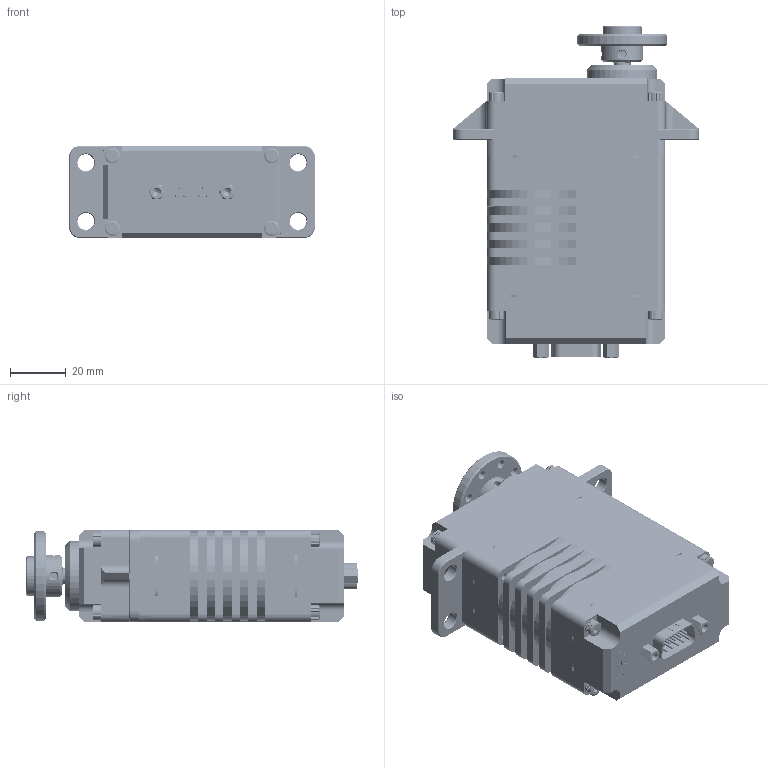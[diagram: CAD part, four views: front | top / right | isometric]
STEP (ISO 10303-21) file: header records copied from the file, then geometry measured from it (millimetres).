
FILE_DESCRIPTION((''),'2;1');
FILE_NAME('SG33BL-90_ASM','2017-11-30T',('servo-csw'),(''),'CREO PARAMETRIC BY PTC INC, 2016050','CREO PARAMETRIC BY PTC INC, 2016050','');
FILE_SCHEMA(('CONFIG_CONTROL_DESIGN'));
Products named in the file (13): S33HT-E_AL6063_120101020100; S33T-E-G_AL6061_120101010127; S33L-E_AL6061_120101030115; 120208000043_SI_1100_T-RING; S33G4S_S45C_12XXXXXXXXXX; S33G4_12XXXXXXXXXX_ASM; DB9_WP; I-MOS_S45C_120217000116; DB9_M3_SCREW; 120201000114_SC_M3XL3; HSH_M3XL30_SUS_120201000141; HSH_M3X15_SUS_120201000155; SG33BL-90_ASM
Assembly tree (21 placements, depth 3):
  SG33BL-90_ASM
    S33HT-E_AL6063_120101020100
    S33T-E-G_AL6061_120101010127
    S33L-E_AL6061_120101030115
    120208000043_SI_1100_T-RING  x2
    S33G4_12XXXXXXXXXX_ASM
      S33G4S_S45C_12XXXXXXXXXX
    DB9_WP
    I-MOS_S45C_120217000116
    DB9_M3_SCREW  x2
    120201000114_SC_M3XL3  x2
    HSH_M3XL30_SUS_120201000141  x4
    HSH_M3X15_SUS_120201000155  x4
Bounding box: 88 x 118.8 x 33 mm (x, y, z)
Volume: 182156 mm3; surface area: 52765.8 mm2
Topology: 20 solids, 20 shells, 2905 faces, 7912 edges, 5111 vertices
Faces by surface type: cylinder 1404, plane 1054, bspline 259, cone 148, torus 40
Entity records: 78975 total; most frequent: CARTESIAN_POINT 27465, ORIENTED_EDGE 7596, DIRECTION 6943, PRESENTATION_STYLE_ASSIGNMENT 4036, STYLED_ITEM 3918, EDGE_CURVE 3798, CURVE_STYLE 3260, VERTEX_POINT 2440
